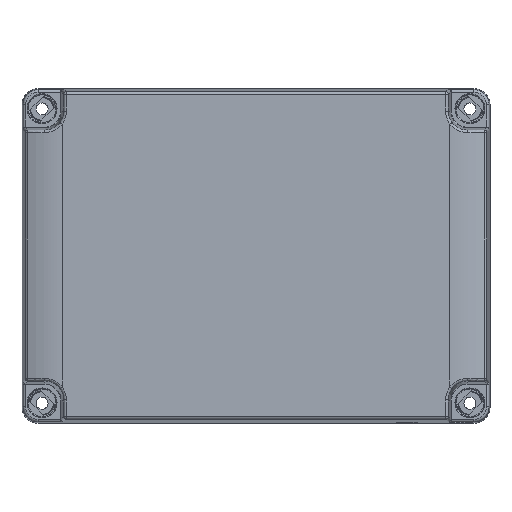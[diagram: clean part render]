
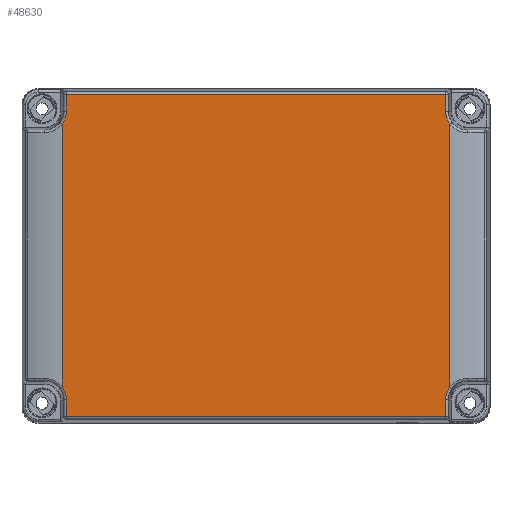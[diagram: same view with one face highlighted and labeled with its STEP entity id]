
A CAD part, top view. The second image highlights one B-rep face of the part: STEP entity #48630.
In plain terms, the highlighted planar face has unit normal (0, 0, 1).
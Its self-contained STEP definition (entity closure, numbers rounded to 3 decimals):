
#42521=DIRECTION('',(-1.,0.,0.));
#42522=VECTOR('',#42521,141.802);
#42523=CARTESIAN_POINT('',(70.901,-60.208,75.));
#42524=LINE('',#42523,#42522);
#42814=DIRECTION('',(1.,0.,0.));
#42815=VECTOR('',#42814,141.802);
#42816=CARTESIAN_POINT('',(-70.901,60.208,75.));
#42817=LINE('',#42816,#42815);
#43062=DIRECTION('',(0.,1.,0.));
#43063=VECTOR('',#43062,6.208);
#43064=CARTESIAN_POINT('',(-70.901,54.,75.));
#43065=LINE('',#43064,#43063);
#43071=DIRECTION('',(0.,1.,0.));
#43072=VECTOR('',#43071,98.337);
#43073=CARTESIAN_POINT('',(-72.5,-49.168,
75.));
#43074=LINE('',#43073,#43072);
#43075=DIRECTION('',(0.,1.,0.));
#43076=VECTOR('',#43075,6.208);
#43077=CARTESIAN_POINT('',(70.901,54.,75.));
#43078=LINE('',#43077,#43076);
#43273=DIRECTION('',(0.,1.,0.));
#43274=VECTOR('',#43273,6.208);
#43275=CARTESIAN_POINT('',(70.901,-60.208,75.));
#43276=LINE('',#43275,#43274);
#43286=CARTESIAN_POINT('',(79.,-54.,75.));
#43287=DIRECTION('',(0.,0.,-1.));
#43288=DIRECTION('',(-1.,0.,0.));
#43289=AXIS2_PLACEMENT_3D('',#43286,#43287,#43288);
#43324=DIRECTION('',(0.,1.,0.));
#43325=VECTOR('',#43324,98.337);
#43326=CARTESIAN_POINT('',(72.5,-49.168,
75.));
#43327=LINE('',#43326,#43325);
#43367=CARTESIAN_POINT('',(72.5,49.168,75.));
#43383=CARTESIAN_POINT('',(79.,54.,75.));
#43384=DIRECTION('',(0.,0.,-1.));
#43385=DIRECTION('',(-0.803,-0.597,0.));
#43386=AXIS2_PLACEMENT_3D('',#43383,#43384,#43385);
#43425=DIRECTION('',(0.,-1.,0.));
#43426=VECTOR('',#43425,6.208);
#43427=CARTESIAN_POINT('',(-70.901,-54.,75.));
#43428=LINE('',#43427,#43426);
#43561=CARTESIAN_POINT('',(-79.,-54.,75.));
#43562=DIRECTION('',(0.,0.,-1.));
#43563=DIRECTION('',(0.803,0.597,0.));
#43564=AXIS2_PLACEMENT_3D('',#43561,#43562,#43563);
#43585=CARTESIAN_POINT('',(-79.,54.,75.));
#43586=DIRECTION('',(0.,0.,1.));
#43587=DIRECTION('',(0.803,-0.597,0.));
#43588=AXIS2_PLACEMENT_3D('',#43585,#43586,#43587);
#44402=CARTESIAN_POINT('',(-70.901,54.,75.));
#44403=CARTESIAN_POINT('',(-70.901,60.208,75.));
#44404=VERTEX_POINT('',#44402);
#44405=VERTEX_POINT('',#44403);
#44408=CARTESIAN_POINT('',(-72.5,49.168,75.));
#44409=VERTEX_POINT('',#44408);
#44414=CARTESIAN_POINT('',(70.901,60.208,75.));
#44415=VERTEX_POINT('',#44414);
#44476=CARTESIAN_POINT('',(70.901,-60.208,75.));
#44477=CARTESIAN_POINT('',(-70.901,-60.208,75.));
#44478=VERTEX_POINT('',#44476);
#44479=VERTEX_POINT('',#44477);
#44500=CARTESIAN_POINT('',(-70.901,-54.,75.));
#44501=VERTEX_POINT('',#44500);
#44504=CARTESIAN_POINT('',(-72.5,-49.168,75.));
#44505=VERTEX_POINT('',#44504);
#44510=CARTESIAN_POINT('',(70.901,-54.,75.));
#44511=VERTEX_POINT('',#44510);
#44514=CARTESIAN_POINT('',(72.5,-49.168,75.));
#44515=VERTEX_POINT('',#44514);
#44522=VERTEX_POINT('',#43367);
#44524=CARTESIAN_POINT('',(70.901,54.,75.));
#44525=VERTEX_POINT('',#44524);
#48603=CARTESIAN_POINT('',(-72.5,-62.5,75.));
#48604=DIRECTION('',(0.,0.,1.));
#48605=DIRECTION('',(1.,0.,0.));
#48606=AXIS2_PLACEMENT_3D('',#48603,#48604,#48605);
#48607=PLANE('',#48606);
#48608=ORIENTED_EDGE('',*,*,#48596,.T.);
#48609=ORIENTED_EDGE('',*,*,#48189,.T.);
#48611=ORIENTED_EDGE('',*,*,#48610,.F.);
#48613=ORIENTED_EDGE('',*,*,#48612,.F.);
#48615=ORIENTED_EDGE('',*,*,#48614,.F.);
#48617=ORIENTED_EDGE('',*,*,#48616,.F.);
#48619=ORIENTED_EDGE('',*,*,#48618,.F.);
#48620=ORIENTED_EDGE('',*,*,#47705,.T.);
#48622=ORIENTED_EDGE('',*,*,#48621,.F.);
#48624=ORIENTED_EDGE('',*,*,#48623,.F.);
#48625=ORIENTED_EDGE('',*,*,#47904,.T.);
#48627=ORIENTED_EDGE('',*,*,#48626,.T.);
#48628=EDGE_LOOP('',(#48608,#48609,#48611,#48613,#48615,#48617,#48619,#48620,
#48622,#48624,#48625,#48627));
#48629=FACE_OUTER_BOUND('',#48628,.F.);
#48630=ADVANCED_FACE('',(#48629),#48607,.T.);
#43290=CIRCLE('',#43289,8.099);
#43387=CIRCLE('',#43386,8.099);
#43565=CIRCLE('',#43564,8.099);
#43589=CIRCLE('',#43588,8.099);
#47705=EDGE_CURVE('',#44478,#44479,#42524,.T.);
#47904=EDGE_CURVE('',#44505,#44409,#43074,.T.);
#48189=EDGE_CURVE('',#44405,#44415,#42817,.T.);
#48596=EDGE_CURVE('',#44404,#44405,#43065,.T.);
#48610=EDGE_CURVE('',#44525,#44415,#43078,.T.);
#48612=EDGE_CURVE('',#44522,#44525,#43387,.T.);
#48614=EDGE_CURVE('',#44515,#44522,#43327,.T.);
#48616=EDGE_CURVE('',#44511,#44515,#43290,.T.);
#48618=EDGE_CURVE('',#44478,#44511,#43276,.T.);
#48621=EDGE_CURVE('',#44501,#44479,#43428,.T.);
#48623=EDGE_CURVE('',#44505,#44501,#43565,.T.);
#48626=EDGE_CURVE('',#44409,#44404,#43589,.T.);
